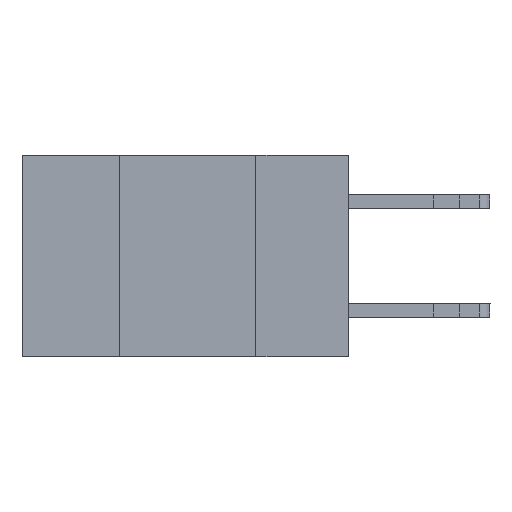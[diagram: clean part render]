
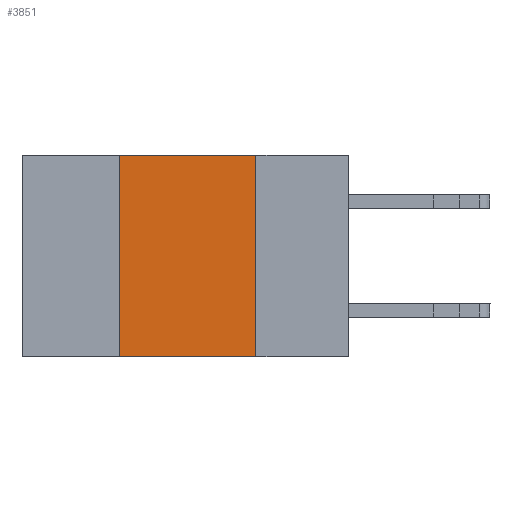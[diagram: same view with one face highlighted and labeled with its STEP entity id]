
A CAD part, left-side view. The second image highlights one B-rep face of the part: STEP entity #3851.
In plain terms, the highlighted planar face has unit normal (-1, 0, 0).
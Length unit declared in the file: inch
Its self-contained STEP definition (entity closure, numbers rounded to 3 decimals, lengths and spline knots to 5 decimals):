
#19 = EDGE_LOOP ( 'NONE', ( #3108, #3180, #3850, #3994 ) ) ;
#438 = CARTESIAN_POINT ( 'NONE',  ( 0., 0.42, -0.37 ) ) ;
#497 = CARTESIAN_POINT ( 'NONE',  ( 0., 0.42, 0. ) ) ;
#505 = VERTEX_POINT ( 'NONE', #438 ) ;
#1799 = VERTEX_POINT ( 'NONE', #497 ) ;
#2361 = DIRECTION ( 'NONE',  ( 0., 0., 1. ) ) ;
#2513 = CARTESIAN_POINT ( 'NONE',  ( 0., 0.42, -0.37 ) ) ;
#2808 = VECTOR ( 'NONE', #2361, 39.37008 ) ;
#3108 = ORIENTED_EDGE ( 'NONE', *, *, #12513, .F. ) ;
#3180 = ORIENTED_EDGE ( 'NONE', *, *, #11837, .F. ) ;
#3850 = ORIENTED_EDGE ( 'NONE', *, *, #11155, .F. ) ;
#3851 = ADVANCED_FACE ( 'NONE', ( #11693 ), #6437, .F. ) ;
#3994 = ORIENTED_EDGE ( 'NONE', *, *, #10481, .T. ) ;
#4666 = VECTOR ( 'NONE', #8236, 39.37008 ) ;
#4818 = CARTESIAN_POINT ( 'NONE',  ( 0., 0.17, 0. ) ) ;
#5187 = LINE ( 'NONE', #12106, #7726 ) ;
#5717 = VECTOR ( 'NONE', #6964, 39.37008 ) ;
#6124 = DIRECTION ( 'NONE',  ( 0., 0., -1. ) ) ;
#6210 = DIRECTION ( 'NONE',  ( 1., 0., 0. ) ) ;
#6302 = CARTESIAN_POINT ( 'NONE',  ( 0., 0.6, 0. ) ) ;
#6437 = PLANE ( 'NONE',  #13188 ) ;
#6703 = CARTESIAN_POINT ( 'NONE',  ( 0., 0.17, -0.37 ) ) ;
#6964 = DIRECTION ( 'NONE',  ( 0., -1., 0. ) ) ;
#7105 = CARTESIAN_POINT ( 'NONE',  ( 0., 0.6, -0.37 ) ) ;
#7153 = CARTESIAN_POINT ( 'NONE',  ( 0., 0.17, -0.37 ) ) ;
#7726 = VECTOR ( 'NONE', #13143, 39.37008 ) ;
#8236 = DIRECTION ( 'NONE',  ( 0., 0., -1. ) ) ;
#9163 = VERTEX_POINT ( 'NONE', #4818 ) ;
#10481 = EDGE_CURVE ( 'NONE', #505, #10523, #11331, .T. ) ;
#10523 = VERTEX_POINT ( 'NONE', #6703 ) ;
#10663 = LINE ( 'NONE', #7153, #4666 ) ;
#11155 = EDGE_CURVE ( 'NONE', #505, #1799, #11662, .T. ) ;
#11331 = LINE ( 'NONE', #7105, #5717 ) ;
#11662 = LINE ( 'NONE', #2513, #2808 ) ;
#11693 = FACE_OUTER_BOUND ( 'NONE', #19, .T. ) ;
#11837 = EDGE_CURVE ( 'NONE', #1799, #9163, #5187, .T. ) ;
#12106 = CARTESIAN_POINT ( 'NONE',  ( 0., 0.6, 0. ) ) ;
#12513 = EDGE_CURVE ( 'NONE', #9163, #10523, #10663, .T. ) ;
#13143 = DIRECTION ( 'NONE',  ( 0., -1., 0. ) ) ;
#13188 = AXIS2_PLACEMENT_3D ( 'NONE', #6302, #6210, #6124 ) ;
